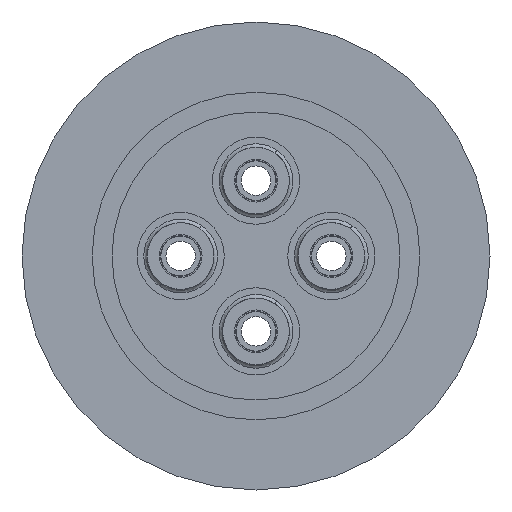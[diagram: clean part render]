
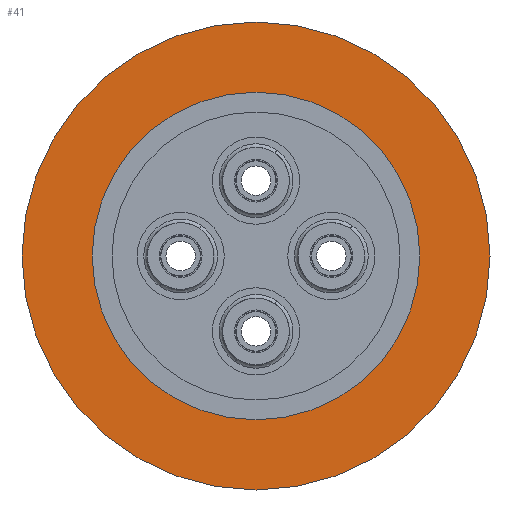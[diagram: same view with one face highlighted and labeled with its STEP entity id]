
A CAD part, front view. The second image highlights one B-rep face of the part: STEP entity #41.
In plain terms, the highlighted planar face has unit normal (0, -1, 0).
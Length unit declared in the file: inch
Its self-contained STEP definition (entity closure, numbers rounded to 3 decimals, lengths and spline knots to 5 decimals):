
#41 = ADVANCED_FACE ( 'NONE', ( #4008, #4001 ), #9126, .T. ) ;
#357 = AXIS2_PLACEMENT_3D ( 'NONE', #1445, #1446, #1447 ) ;
#359 = AXIS2_PLACEMENT_3D ( 'NONE', #1455, #1456, #1457 ) ;
#376 = AXIS2_PLACEMENT_3D ( 'NONE', #1515, #1516, #1517 ) ;
#377 = AXIS2_PLACEMENT_3D ( 'NONE', #1518, #1519, #1520 ) ;
#869 = EDGE_LOOP ( 'NONE', ( #6064, #6065 ) ) ;
#1192 = EDGE_LOOP ( 'NONE', ( #6062, #6063 ) ) ;
#1445 = CARTESIAN_POINT ( 'NONE',  ( 0., -0.1, 0. ) ) ;
#1446 = DIRECTION ( 'NONE',  ( 0., 1., 0. ) ) ;
#1447 = DIRECTION ( 'NONE',  ( 1., 0., 0. ) ) ;
#1455 = CARTESIAN_POINT ( 'NONE',  ( 0., -0.1, 0. ) ) ;
#1456 = DIRECTION ( 'NONE',  ( 0., 1., 0. ) ) ;
#1457 = DIRECTION ( 'NONE',  ( 1., 0., 0. ) ) ;
#1515 = CARTESIAN_POINT ( 'NONE',  ( 0., -0.1, 0. ) ) ;
#1516 = DIRECTION ( 'NONE',  ( 0., 1., 0. ) ) ;
#1517 = DIRECTION ( 'NONE',  ( 1., 0., 0. ) ) ;
#1518 = CARTESIAN_POINT ( 'NONE',  ( 0., -0.1, 0. ) ) ;
#1519 = DIRECTION ( 'NONE',  ( 0., 1., 0. ) ) ;
#1520 = DIRECTION ( 'NONE',  ( 1., 0., 0. ) ) ;
#1982 = CIRCLE ( 'NONE', #377, 1.0325 ) ;
#1984 = CIRCLE ( 'NONE', #376, 1.475 ) ;
#2016 = CIRCLE ( 'NONE', #359, 1.475 ) ;
#2021 = CIRCLE ( 'NONE', #357, 1.0325 ) ;
#4001 = FACE_OUTER_BOUND ( 'NONE', #869, .T. ) ;
#4008 = FACE_BOUND ( 'NONE', #1192, .T. ) ;
#6062 = ORIENTED_EDGE ( 'NONE', *, *, #7819, .T. ) ;
#6063 = ORIENTED_EDGE ( 'NONE', *, *, #6455, .T. ) ;
#6064 = ORIENTED_EDGE ( 'NONE', *, *, #6459, .F. ) ;
#6065 = ORIENTED_EDGE ( 'NONE', *, *, #7818, .F. ) ;
#6388 = AXIS2_PLACEMENT_3D ( 'NONE', #9137, #9119, #9117 ) ;
#6455 = EDGE_CURVE ( 'NONE', #8253, #8243, #2021, .T. ) ;
#6459 = EDGE_CURVE ( 'NONE', #8251, #8259, #2016, .T. ) ;
#7818 = EDGE_CURVE ( 'NONE', #8259, #8251, #1984, .T. ) ;
#7819 = EDGE_CURVE ( 'NONE', #8243, #8253, #1982, .T. ) ;
#8243 = VERTEX_POINT ( 'NONE', #10109 ) ;
#8251 = VERTEX_POINT ( 'NONE', #10117 ) ;
#8253 = VERTEX_POINT ( 'NONE', #10119 ) ;
#8259 = VERTEX_POINT ( 'NONE', #10124 ) ;
#9117 = DIRECTION ( 'NONE',  ( -1., 0., 0. ) ) ;
#9119 = DIRECTION ( 'NONE',  ( 0., -1., 0. ) ) ;
#9126 = PLANE ( 'NONE',  #6388 ) ;
#9137 = CARTESIAN_POINT ( 'NONE',  ( 1.475, -0.1, 0. ) ) ;
#10109 = CARTESIAN_POINT ( 'NONE',  ( 1.0325, -0.1, 0. ) ) ;
#10117 = CARTESIAN_POINT ( 'NONE',  ( 1.475, -0.1, 0. ) ) ;
#10119 = CARTESIAN_POINT ( 'NONE',  ( -1.0325, -0.1, 0. ) ) ;
#10124 = CARTESIAN_POINT ( 'NONE',  ( -1.475, -0.1, 0. ) ) ;
